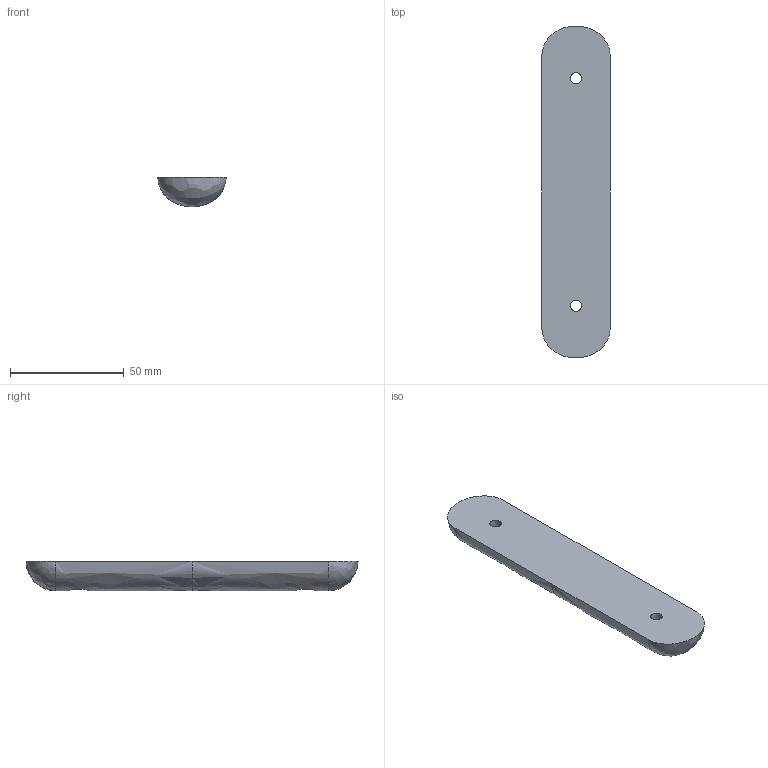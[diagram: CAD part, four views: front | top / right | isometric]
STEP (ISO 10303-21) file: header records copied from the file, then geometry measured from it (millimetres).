
FILE_DESCRIPTION(/* description */ (''),/* implementation_level */ '2;1');
FILE_NAME(/* name */ '圆盾把手',/* time_stamp */ '2025-09-21T05:21:09+08:00',/* author */ (''),/* organization */ (''),/* preprocessor_version */ 'ST-DEVELOPER v16.5',/* originating_system */ '',/* authorisation */ '');
FILE_SCHEMA (('CONFIG_CONTROL_DESIGN'));
Length unit declared in the file: millimetre
Products named in the file (1): Document
Bounding box: 30 x 145.98 x 13 mm (x, y, z)
Volume: 40731.6 mm3; surface area: 11235 mm2
Topology: 1 solids, 1 shells, 15 faces, 37 edges, 22 vertices
Faces by surface type: cylinder 8, bspline 4, plane 3
Entity records: 581 total; most frequent: CARTESIAN_POINT 270, ORIENTED_EDGE 66, EDGE_CURVE 33, VERTEX_POINT 22, EDGE_LOOP 21, ADVANCED_FACE 15, FACE_OUTER_BOUND 15, DIRECTION 15
